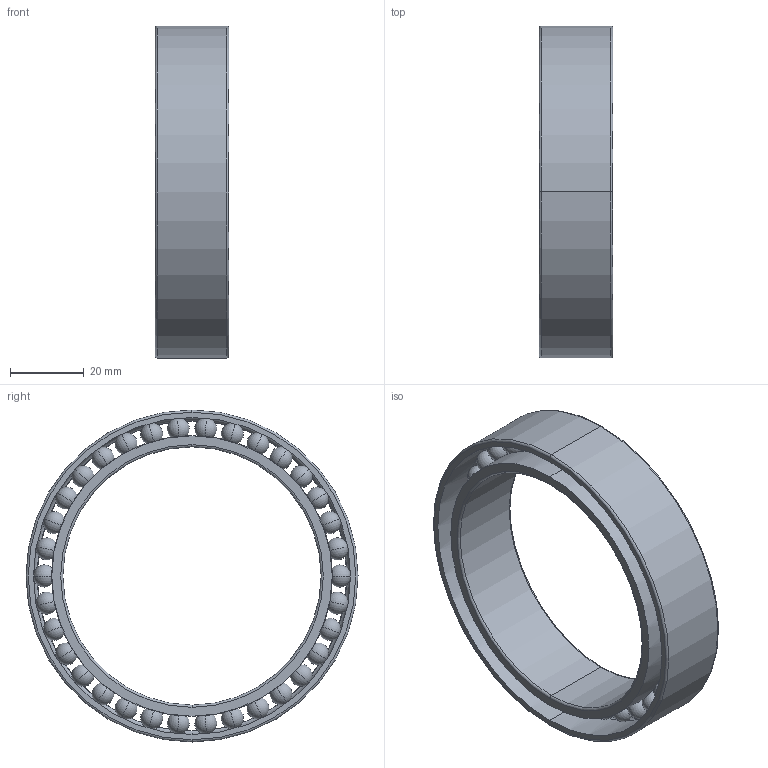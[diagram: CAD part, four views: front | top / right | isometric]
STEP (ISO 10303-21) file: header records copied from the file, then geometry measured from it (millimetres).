
FILE_DESCRIPTION (( 'STEP AP203' ), '1' );
FILE_NAME ('angular contact ball bearing_68_iso_ISO 15 ABB - 4870 - 34-DE-NC-34_68_sldprt.STEP', '2022-10-20T05:26:31', ( 'Windows User' ), ( '' ), 'SwSTEP 2.0', 'SolidWorks 2021', '' );
FILE_SCHEMA (( 'CONFIG_CONTROL_DESIGN' ));
Length unit declared in the file: millimetre
Products named in the file (1): angular contact ball bearing_68_iso_ISO 15 ABB - 4870 - 34-DE-NC-34_68_sldprt
Bounding box: 20 x 90 x 90 mm (x, y, z)
Volume: 28276.6 mm3; surface area: 26062.3 mm2
Topology: 1 solids, 1 shells, 162 faces, 870 edges, 576 vertices
Faces by surface type: torus 78, sphere 68, cylinder 12, plane 4
Entity records: 9353 total; most frequent: CARTESIAN_POINT 3717, ORIENTED_EDGE 1468, DIRECTION 966, EDGE_CURVE 734, VERTEX_POINT 508, AXIS2_PLACEMENT_3D 477, B_SPLINE_CURVE_WITH_KNOTS 408, CIRCLE 314
